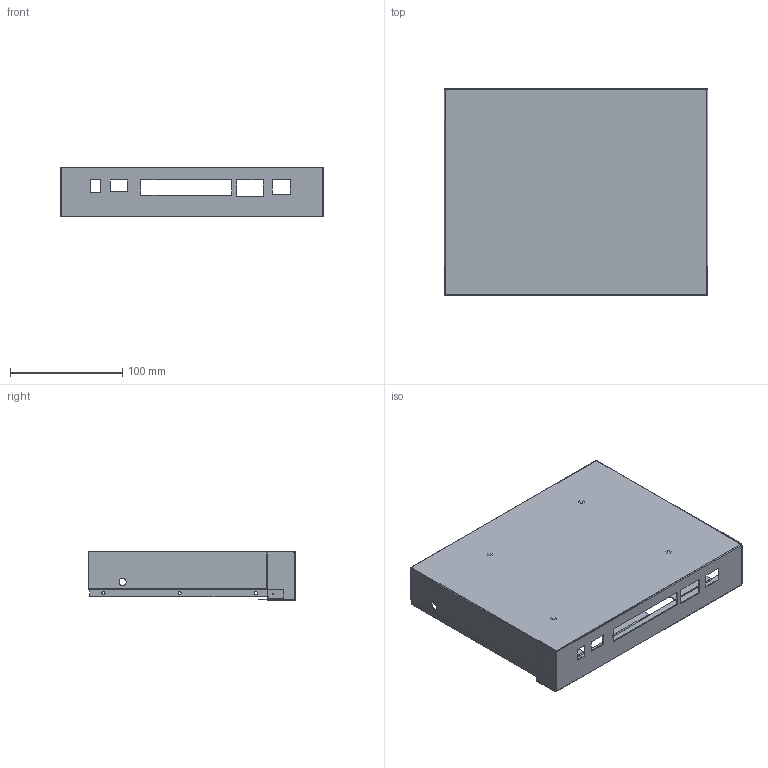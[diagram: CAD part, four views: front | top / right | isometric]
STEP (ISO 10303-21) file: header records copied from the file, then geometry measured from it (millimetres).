
FILE_DESCRIPTION (( 'STEP AP203' ), '1' );
FILE_NAME ('MT621A_BTM_20200805A.STEP', '2020-12-14T22:28:30', ( '' ), ( '' ), 'SwSTEP 2.0', 'SolidWorks 2016', '' );
FILE_SCHEMA (( 'CONFIG_CONTROL_DESIGN' ));
Length unit declared in the file: millimetre
Products named in the file (1): MT621A_BTM_20200805A
Bounding box: 235 x 184.1 x 44.45 mm (x, y, z)
Volume: 60553.3 mm3; surface area: 152382.3 mm2
Topology: 1 solids, 1 shells, 179 faces, 497 edges, 330 vertices
Faces by surface type: plane 116, cylinder 63
Full cylindrical faces by diameter (mm): 1 x2, 2.8 x13, 5.3 x4
Entity records: 5735 total; most frequent: CARTESIAN_POINT 986, DIRECTION 958, ORIENTED_EDGE 948, EDGE_CURVE 474, LINE 346, VECTOR 346, VERTEX_POINT 326, AXIS2_PLACEMENT_3D 306
